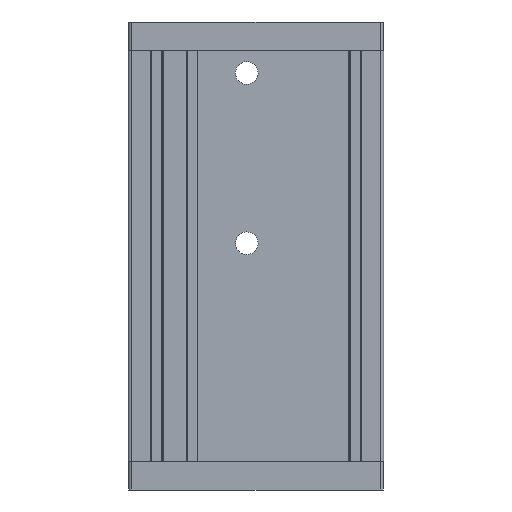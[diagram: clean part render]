
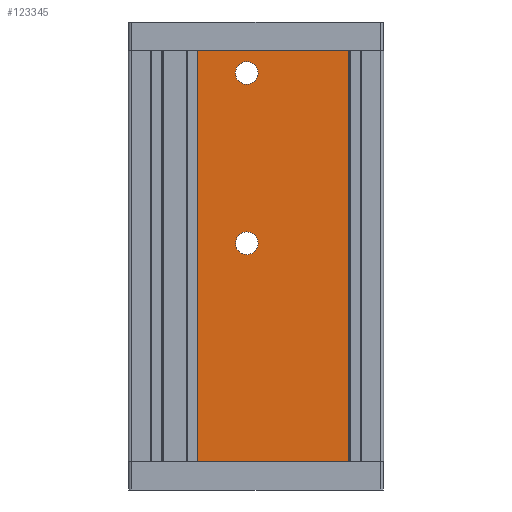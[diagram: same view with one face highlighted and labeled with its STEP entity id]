
A CAD part, left-side view. The second image highlights one B-rep face of the part: STEP entity #123345.
In plain terms, the highlighted planar face has unit normal (-1, 0, 0).
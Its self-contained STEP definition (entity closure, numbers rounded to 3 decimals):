
#147 = VERTEX_POINT ( 'NONE', #28278 ) ;
#324 = AXIS2_PLACEMENT_3D ( 'NONE', #106875, #19056, #56551 ) ;
#3159 = DIRECTION ( 'NONE',  ( 0., 0., -1. ) ) ;
#3564 = DIRECTION ( 'NONE',  ( 1., 0., 0. ) ) ;
#5002 = CARTESIAN_POINT ( 'NONE',  ( 0., 6.5, 282. ) ) ;
#6390 = AXIS2_PLACEMENT_3D ( 'NONE', #72354, #34103, #101543 ) ;
#7095 = CARTESIAN_POINT ( 'NONE',  ( 0., -90., 0. ) ) ;
#7388 = CIRCLE ( 'NONE', #324, 8. ) ;
#12912 = PLANE ( 'NONE',  #118457 ) ;
#17480 = LINE ( 'NONE', #25292, #73835 ) ;
#19056 = DIRECTION ( 'NONE',  ( -1., 0., 0. ) ) ;
#23660 = VERTEX_POINT ( 'NONE', #102245 ) ;
#24101 = EDGE_CURVE ( 'NONE', #106428, #102462, #125591, .T. ) ;
#25292 = CARTESIAN_POINT ( 'NONE',  ( 0., -65.4, 290. ) ) ;
#25607 = CARTESIAN_POINT ( 'NONE',  ( 0., -90., 290. ) ) ;
#26976 = ORIENTED_EDGE ( 'NONE', *, *, #122543, .F. ) ;
#27265 = CARTESIAN_POINT ( 'NONE',  ( 0., 6.5, 154. ) ) ;
#28278 = CARTESIAN_POINT ( 'NONE',  ( 0., -65.4, 0. ) ) ;
#29631 = FACE_OUTER_BOUND ( 'NONE', #124626, .T. ) ;
#31168 = VERTEX_POINT ( 'NONE', #109485 ) ;
#34103 = DIRECTION ( 'NONE',  ( -1., 0., 0. ) ) ;
#37475 = ORIENTED_EDGE ( 'NONE', *, *, #100118, .F. ) ;
#38776 = FACE_BOUND ( 'NONE', #85079, .T. ) ;
#39931 = CARTESIAN_POINT ( 'NONE',  ( 0., 40.9, 290. ) ) ;
#43316 = EDGE_CURVE ( 'NONE', #31168, #147, #49884, .T. ) ;
#47070 = CIRCLE ( 'NONE', #6390, 8. ) ;
#49701 = LINE ( 'NONE', #50150, #55826 ) ;
#49884 = LINE ( 'NONE', #7095, #99974 ) ;
#50150 = CARTESIAN_POINT ( 'NONE',  ( 0., 40.9, 0. ) ) ;
#51911 = AXIS2_PLACEMENT_3D ( 'NONE', #27265, #104082, #67178 ) ;
#52247 = DIRECTION ( 'NONE',  ( 0., 0., 1. ) ) ;
#53812 = CARTESIAN_POINT ( 'NONE',  ( 0., 6.5, 274. ) ) ;
#53842 = ORIENTED_EDGE ( 'NONE', *, *, #24101, .F. ) ;
#55826 = VECTOR ( 'NONE', #52247, 1000. ) ;
#56408 = DIRECTION ( 'NONE',  ( 0., -1., 0. ) ) ;
#56551 = DIRECTION ( 'NONE',  ( 0., 0., 1. ) ) ;
#56780 = ORIENTED_EDGE ( 'NONE', *, *, #43316, .T. ) ;
#57821 = EDGE_CURVE ( 'NONE', #147, #23660, #17480, .T. ) ;
#64422 = CIRCLE ( 'NONE', #51911, 8. ) ;
#67178 = DIRECTION ( 'NONE',  ( 0., 0., 1. ) ) ;
#67302 = EDGE_CURVE ( 'NONE', #111992, #23660, #105202, .T. ) ;
#71595 = VERTEX_POINT ( 'NONE', #123779 ) ;
#72354 = CARTESIAN_POINT ( 'NONE',  ( 0., 6.5, 274. ) ) ;
#73835 = VECTOR ( 'NONE', #75409, 1000. ) ;
#75214 = VERTEX_POINT ( 'NONE', #91219 ) ;
#75409 = DIRECTION ( 'NONE',  ( 0., 0., 1. ) ) ;
#82658 = DIRECTION ( 'NONE',  ( -1., 0., 0. ) ) ;
#85079 = EDGE_LOOP ( 'NONE', ( #53842, #96884 ) ) ;
#86408 = ORIENTED_EDGE ( 'NONE', *, *, #123513, .F. ) ;
#86864 = CARTESIAN_POINT ( 'NONE',  ( 0., 6.5, 266. ) ) ;
#88630 = ORIENTED_EDGE ( 'NONE', *, *, #67302, .F. ) ;
#91219 = CARTESIAN_POINT ( 'NONE',  ( 0., 6.5, 146. ) ) ;
#91592 = EDGE_LOOP ( 'NONE', ( #86408, #26976 ) ) ;
#92730 = EDGE_CURVE ( 'NONE', #102462, #106428, #47070, .T. ) ;
#93497 = DIRECTION ( 'NONE',  ( 0., -1., 0. ) ) ;
#96884 = ORIENTED_EDGE ( 'NONE', *, *, #92730, .F. ) ;
#97971 = FACE_BOUND ( 'NONE', #91592, .T. ) ;
#99974 = VECTOR ( 'NONE', #56408, 1000. ) ;
#100118 = EDGE_CURVE ( 'NONE', #31168, #111992, #49701, .T. ) ;
#101543 = DIRECTION ( 'NONE',  ( 0., 0., 1. ) ) ;
#102245 = CARTESIAN_POINT ( 'NONE',  ( 0., -65.4, 290. ) ) ;
#102281 = AXIS2_PLACEMENT_3D ( 'NONE', #53812, #82658, #119997 ) ;
#102462 = VERTEX_POINT ( 'NONE', #86864 ) ;
#104082 = DIRECTION ( 'NONE',  ( -1., 0., 0. ) ) ;
#105202 = LINE ( 'NONE', #25607, #125047 ) ;
#106428 = VERTEX_POINT ( 'NONE', #5002 ) ;
#106875 = CARTESIAN_POINT ( 'NONE',  ( 0., 6.5, 154. ) ) ;
#109485 = CARTESIAN_POINT ( 'NONE',  ( 0., 40.9, 0. ) ) ;
#111992 = VERTEX_POINT ( 'NONE', #39931 ) ;
#118457 = AXIS2_PLACEMENT_3D ( 'NONE', #120337, #3564, #3159 ) ;
#119997 = DIRECTION ( 'NONE',  ( 0., 0., 1. ) ) ;
#120337 = CARTESIAN_POINT ( 'NONE',  ( 0., -90., 290. ) ) ;
#122543 = EDGE_CURVE ( 'NONE', #75214, #71595, #7388, .T. ) ;
#123345 = ADVANCED_FACE ( 'NONE', ( #38776, #97971, #29631 ), #12912, .F. ) ;
#123513 = EDGE_CURVE ( 'NONE', #71595, #75214, #64422, .T. ) ;
#123779 = CARTESIAN_POINT ( 'NONE',  ( 0., 6.5, 162. ) ) ;
#124626 = EDGE_LOOP ( 'NONE', ( #88630, #37475, #56780, #125448 ) ) ;
#125047 = VECTOR ( 'NONE', #93497, 1000. ) ;
#125448 = ORIENTED_EDGE ( 'NONE', *, *, #57821, .T. ) ;
#125591 = CIRCLE ( 'NONE', #102281, 8. ) ;
